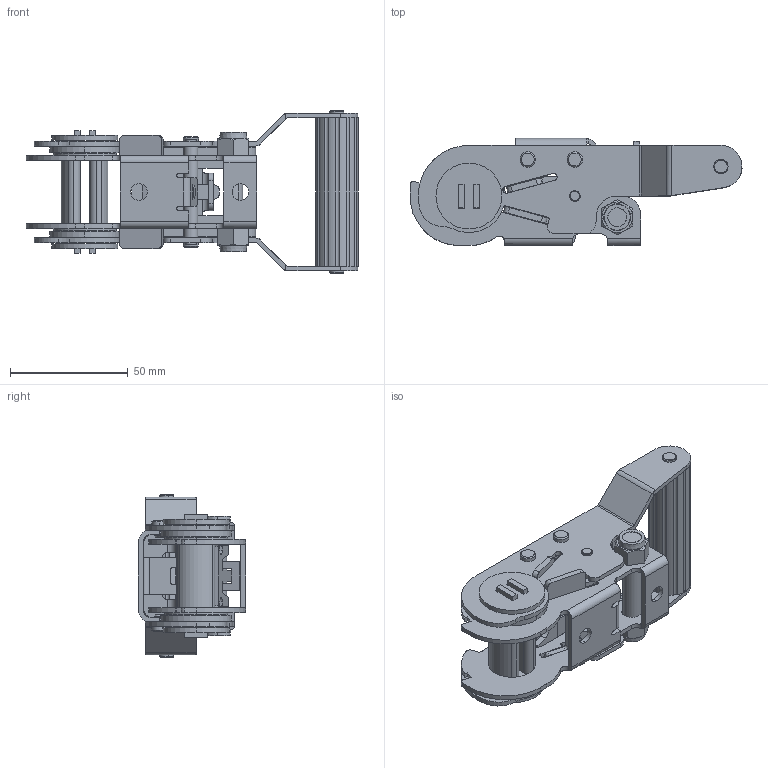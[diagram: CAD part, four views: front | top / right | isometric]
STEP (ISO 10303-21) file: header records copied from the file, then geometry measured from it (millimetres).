
FILE_DESCRIPTION (( 'STEP AP203' ), '1' );
FILE_NAME ('C-1998-3.STEP', '2020-01-09T04:31:31', ( '' ), ( '' ), 'SwSTEP 2.0', 'SolidWorks 2014', '' );
FILE_SCHEMA (( 'CONFIG_CONTROL_DESIGN' ));
Length unit declared in the file: millimetre
Products named in the file (17): C-1998-3僫僀儘儞僫僢僩_; C-1998-3_本体; C-1998-3_ギヤー駆動レバー; C-1998-3_グリップ; C-1998-3_ギヤー; C-1998-3_カシメプレート; C-1998-3_僴儞僪儖L; C-1998-3_リベット; C-1998-3_巻取軸; C-1998-3_グリップシャフト; C-1998-3_補強シャフト; C-1998-3_スプリングハンガー; C-1998-3_ボルト; C-1998-3_ワッシャー; C-1998-3_僴儞僪儖R; C-1998-3_ラチェット; C-1998-3
Assembly tree (24 placements, depth 2):
  C-1998-3
    C-1998-3_本体
    C-1998-3_僴儞僪儖L
    C-1998-3_僴儞僪儖R
    C-1998-3_巻取軸  x2
    C-1998-3_ギヤー  x2
    C-1998-3_ワッシャー  x2
    C-1998-3_スプリングハンガー
    C-1998-3_ギヤー駆動レバー
    C-1998-3_ラチェット
    C-1998-3_リベット  x4
    C-1998-3_補強シャフト
    C-1998-3_グリップシャフト
    C-1998-3_グリップ
    C-1998-3_カシメプレート  x2
    C-1998-3_ボルト
    C-1998-3僫僀儘儞僫僢僩_  x2
Bounding box: 140.98 x 45.5 x 69 mm (x, y, z)
Volume: 67638.4 mm3; surface area: 64475 mm2
Topology: 24 solids, 24 shells, 647 faces, 1729 edges, 1138 vertices
Faces by surface type: cylinder 335, plane 264, cone 48
Entity records: 19892 total; most frequent: CARTESIAN_POINT 3285, DIRECTION 3221, ORIENTED_EDGE 2990, EDGE_CURVE 1495, AXIS2_PLACEMENT_3D 1188, VERTEX_POINT 986, LINE 845, VECTOR 845
